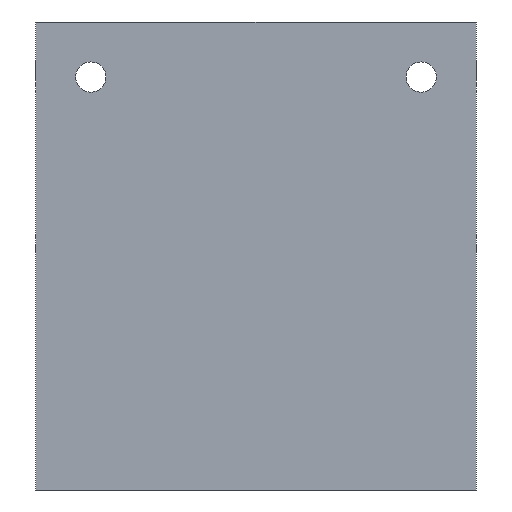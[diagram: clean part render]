
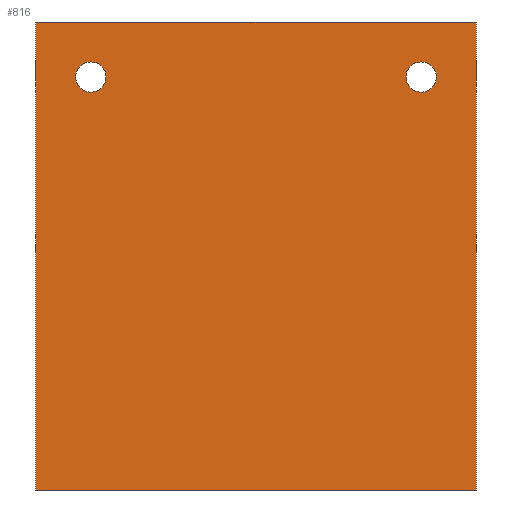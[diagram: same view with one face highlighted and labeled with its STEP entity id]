
A CAD part, left-side view. The second image highlights one B-rep face of the part: STEP entity #816.
In plain terms, the highlighted planar face has unit normal (-1, 0, 0).
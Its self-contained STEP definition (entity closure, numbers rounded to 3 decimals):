
#35=FACE_BOUND('',#169,.T.);
#36=FACE_BOUND('',#170,.T.);
#68=PLANE('',#894);
#108=FACE_OUTER_BOUND('',#168,.T.);
#168=EDGE_LOOP('',(#741,#742,#743,#744));
#169=EDGE_LOOP('',(#745));
#170=EDGE_LOOP('',(#746));
#238=LINE('',#1274,#322);
#255=LINE('',#1316,#339);
#261=LINE('',#1327,#345);
#262=LINE('',#1329,#346);
#322=VECTOR('',#1054,10.);
#339=VECTOR('',#1093,10.);
#345=VECTOR('',#1103,10.);
#346=VECTOR('',#1106,10.);
#362=CIRCLE('',#872,2.75);
#365=CIRCLE('',#877,2.75);
#418=VERTEX_POINT('',#1252);
#421=VERTEX_POINT('',#1262);
#424=VERTEX_POINT('',#1271);
#425=VERTEX_POINT('',#1273);
#439=VERTEX_POINT('',#1315);
#442=VERTEX_POINT('',#1325);
#512=EDGE_CURVE('',#418,#418,#362,.T.);
#517=EDGE_CURVE('',#421,#421,#365,.T.);
#522=EDGE_CURVE('',#424,#425,#238,.T.);
#543=EDGE_CURVE('',#439,#425,#255,.T.);
#549=EDGE_CURVE('',#424,#442,#261,.T.);
#550=EDGE_CURVE('',#439,#442,#262,.T.);
#741=ORIENTED_EDGE('',*,*,#549,.T.);
#742=ORIENTED_EDGE('',*,*,#550,.F.);
#743=ORIENTED_EDGE('',*,*,#543,.T.);
#744=ORIENTED_EDGE('',*,*,#522,.F.);
#745=ORIENTED_EDGE('',*,*,#512,.T.);
#746=ORIENTED_EDGE('',*,*,#517,.T.);
#816=ADVANCED_FACE('',(#108,#35,#36),#68,.T.);
#872=AXIS2_PLACEMENT_3D('',#1253,#1031,#1032);
#877=AXIS2_PLACEMENT_3D('',#1263,#1043,#1044);
#894=AXIS2_PLACEMENT_3D('',#1328,#1104,#1105);
#1031=DIRECTION('center_axis',(1.,0.,0.));
#1032=DIRECTION('ref_axis',(0.,-1.,0.));
#1043=DIRECTION('center_axis',(1.,0.,0.));
#1044=DIRECTION('ref_axis',(0.,-1.,0.));
#1054=DIRECTION('',(0.,1.,0.));
#1093=DIRECTION('',(0.,0.,-1.));
#1103=DIRECTION('',(0.,0.,1.));
#1104=DIRECTION('center_axis',(-1.,0.,0.));
#1105=DIRECTION('ref_axis',(0.,-1.,0.));
#1106=DIRECTION('',(0.,-1.,0.));
#1252=CARTESIAN_POINT('',(0.,12.75,-5.));
#1253=CARTESIAN_POINT('Origin',(0.,10.,-5.));
#1262=CARTESIAN_POINT('',(0.,72.75,-5.));
#1263=CARTESIAN_POINT('Origin',(0.,70.,-5.));
#1271=CARTESIAN_POINT('',(0.,0.,-80.));
#1273=CARTESIAN_POINT('',(0.,80.,-80.));
#1274=CARTESIAN_POINT('',(0.,0.,-80.));
#1315=CARTESIAN_POINT('',(0.,80.,5.));
#1316=CARTESIAN_POINT('',(0.,80.,0.));
#1325=CARTESIAN_POINT('',(0.,0.,5.));
#1327=CARTESIAN_POINT('',(0.,0.,0.));
#1328=CARTESIAN_POINT('Origin',(0.,80.,0.));
#1329=CARTESIAN_POINT('',(0.,80.,5.));
